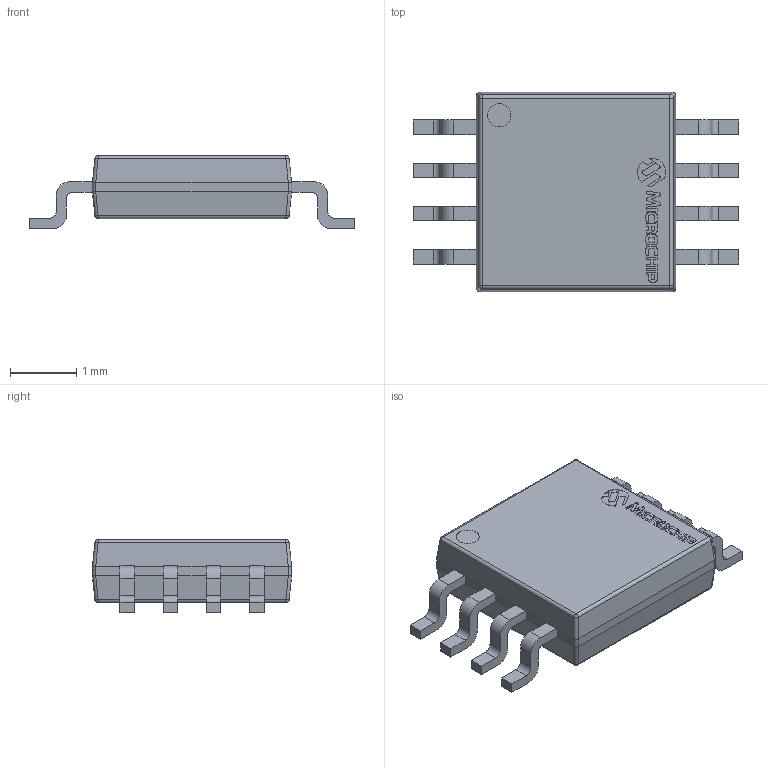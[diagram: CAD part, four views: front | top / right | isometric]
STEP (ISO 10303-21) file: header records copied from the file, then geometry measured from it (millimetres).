
FILE_DESCRIPTION(/* description */ (''),/* implementation_level */ '2;1');
FILE_NAME(/* name */ 'Microchip EMC2301-1-ACZL-TR IC MOTOR DRIVER 3V-3.6V 8 MSOP.stp',/* time_stamp */ '2020-11-24T15:05:11-04:00',/* author */ ('rabri'),/* organization */ (''),/* preprocessor_version */ 'ST-DEVELOPER v18',/* originating_system */ 'Autodesk Inventor 2020',/* authorisation */ '');
FILE_SCHEMA (('AUTOMOTIVE_DESIGN { 1 0 10303 214 3 1 1 }'));
Length unit declared in the file: millimetre
Products named in the file (4): Renesas ISL3153EIUZ-T7A - 10-MSOP; body; terminals; logo
Assembly tree (3 placements, depth 2):
  Renesas ISL3153EIUZ-T7A - 10-MSOP
    body
    terminals
    logo
Bounding box: 4.9 x 3 x 1.1 mm (x, y, z)
Volume: 8.8 mm3; surface area: 38.6 mm2
Topology: 20 solids, 20 shells, 328 faces, 842 edges, 554 vertices
Faces by surface type: plane 220, cylinder 56, bspline 44, sphere 8
Full cylindrical faces by diameter (mm): 0.35 x1
Entity records: 10240 total; most frequent: CARTESIAN_POINT 2279, ORIENTED_EDGE 1684, DIRECTION 1454, EDGE_CURVE 842, LINE 648, VECTOR 648, VERTEX_POINT 554, AXIS2_PLACEMENT_3D 403
